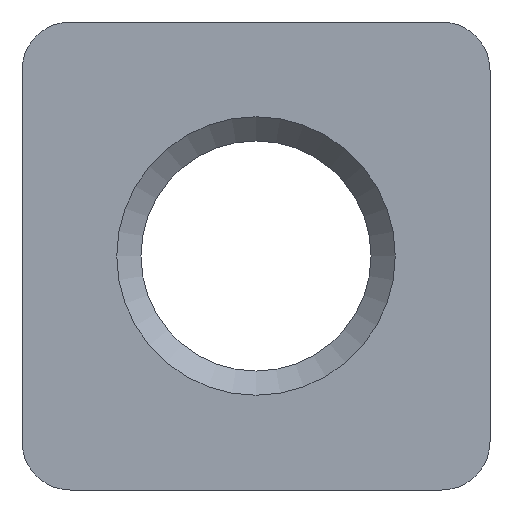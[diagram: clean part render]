
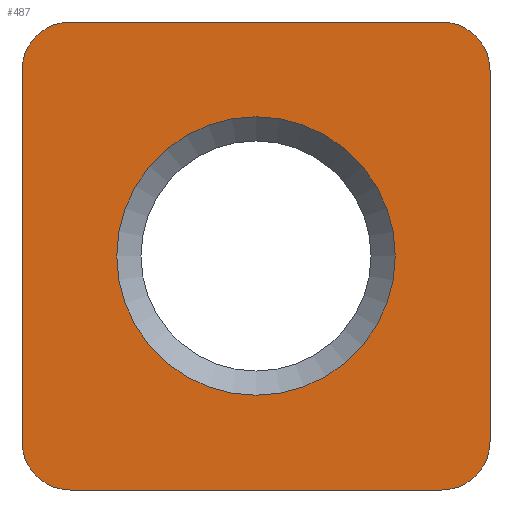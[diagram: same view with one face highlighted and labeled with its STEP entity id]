
A CAD part, front view. The second image highlights one B-rep face of the part: STEP entity #487.
In plain terms, the highlighted planar face has unit normal (0, -1, 0).
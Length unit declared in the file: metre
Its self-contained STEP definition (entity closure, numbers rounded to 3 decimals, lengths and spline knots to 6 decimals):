
#47=LINE('',#743,#83);
#51=LINE('',#752,#87);
#55=LINE('',#763,#91);
#57=LINE('',#767,#93);
#83=VECTOR('',#597,1.);
#87=VECTOR('',#603,1.);
#91=VECTOR('',#611,1.);
#93=VECTOR('',#615,1.);
#140=ORIENTED_EDGE('',*,*,#276,.T.);
#141=ORIENTED_EDGE('',*,*,#261,.F.);
#142=ORIENTED_EDGE('',*,*,#277,.T.);
#143=ORIENTED_EDGE('',*,*,#272,.F.);
#144=ORIENTED_EDGE('',*,*,#278,.T.);
#145=ORIENTED_EDGE('',*,*,#270,.F.);
#146=ORIENTED_EDGE('',*,*,#279,.T.);
#147=ORIENTED_EDGE('',*,*,#265,.F.);
#148=ORIENTED_EDGE('',*,*,#280,.T.);
#261=EDGE_CURVE('',#329,#330,#47,.T.);
#265=EDGE_CURVE('',#333,#334,#51,.T.);
#270=EDGE_CURVE('',#338,#339,#55,.T.);
#272=EDGE_CURVE('',#340,#341,#57,.T.);
#276=EDGE_CURVE('',#344,#344,#372,.F.);
#277=EDGE_CURVE('',#329,#341,#373,.T.);
#278=EDGE_CURVE('',#340,#339,#374,.T.);
#279=EDGE_CURVE('',#338,#334,#375,.T.);
#280=EDGE_CURVE('',#333,#330,#376,.T.);
#329=VERTEX_POINT('',#742);
#330=VERTEX_POINT('',#744);
#333=VERTEX_POINT('',#751);
#334=VERTEX_POINT('',#753);
#338=VERTEX_POINT('',#762);
#339=VERTEX_POINT('',#764);
#340=VERTEX_POINT('',#768);
#341=VERTEX_POINT('',#769);
#344=VERTEX_POINT('',#777);
#372=CIRCLE('',#534,0.0115);
#373=CIRCLE('',#535,0.004);
#374=CIRCLE('',#536,0.004);
#375=CIRCLE('',#537,0.004);
#376=CIRCLE('',#538,0.004);
#399=EDGE_LOOP('',(#140));
#400=EDGE_LOOP('',(#141,#142,#143,#144,#145,#146,#147,#148));
#439=FACE_BOUND('',#399,.T.);
#440=FACE_BOUND('',#400,.T.);
#476=PLANE('',#533);
#487=ADVANCED_FACE('',(#439,#440),#476,.T.);
#533=AXIS2_PLACEMENT_3D('',#775,#619,#620);
#534=AXIS2_PLACEMENT_3D('',#776,#621,#622);
#535=AXIS2_PLACEMENT_3D('',#778,#623,#624);
#536=AXIS2_PLACEMENT_3D('',#779,#625,#626);
#537=AXIS2_PLACEMENT_3D('',#780,#627,#628);
#538=AXIS2_PLACEMENT_3D('',#781,#629,#630);
#597=DIRECTION('',(0.,0.,-1.));
#603=DIRECTION('',(-1.,0.,0.));
#611=DIRECTION('',(0.,0.,1.));
#615=DIRECTION('',(1.,0.,0.));
#619=DIRECTION('',(0.,-1.,0.));
#620=DIRECTION('',(0.,0.,-1.));
#621=DIRECTION('',(0.,-1.,0.));
#622=DIRECTION('',(0.,0.,-1.));
#623=DIRECTION('',(0.,-1.,0.));
#624=DIRECTION('',(0.,0.,-1.));
#625=DIRECTION('',(0.,-1.,0.));
#626=DIRECTION('',(0.,0.,-1.));
#627=DIRECTION('',(0.,-1.,0.));
#628=DIRECTION('',(0.,0.,-1.));
#629=DIRECTION('',(0.,-1.,0.));
#630=DIRECTION('',(0.,0.,-1.));
#742=CARTESIAN_POINT('',(0.019325,0.,0.015325));
#743=CARTESIAN_POINT('',(0.019325,0.,0.019325));
#744=CARTESIAN_POINT('',(0.019325,0.,-0.015325));
#751=CARTESIAN_POINT('',(0.015325,0.,-0.019325));
#752=CARTESIAN_POINT('',(-0.019325,0.,-0.019325));
#753=CARTESIAN_POINT('',(-0.015325,0.,-0.019325));
#762=CARTESIAN_POINT('',(-0.019325,0.,-0.015325));
#763=CARTESIAN_POINT('',(-0.019325,0.,0.019325));
#764=CARTESIAN_POINT('',(-0.019325,0.,0.015325));
#767=CARTESIAN_POINT('',(-0.019325,0.,0.019325));
#768=CARTESIAN_POINT('',(-0.015325,0.,0.019325));
#769=CARTESIAN_POINT('',(0.015325,0.,0.019325));
#775=CARTESIAN_POINT('',(0.,0.,0.));
#776=CARTESIAN_POINT('',(0.,0.,0.));
#777=CARTESIAN_POINT('',(0.,0.,-0.0115));
#778=CARTESIAN_POINT('',(0.015325,0.,0.015325));
#779=CARTESIAN_POINT('',(-0.015325,0.,0.015325));
#780=CARTESIAN_POINT('',(-0.015325,0.,-0.015325));
#781=CARTESIAN_POINT('',(0.015325,0.,-0.015325));
